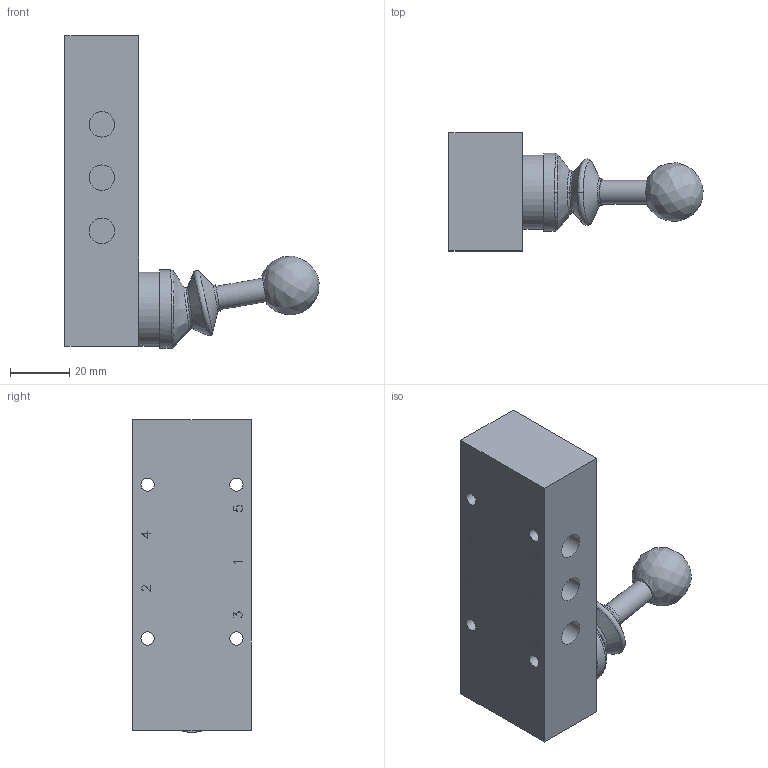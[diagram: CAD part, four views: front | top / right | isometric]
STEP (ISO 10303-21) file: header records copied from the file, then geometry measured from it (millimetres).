
FILE_DESCRIPTION (( 'STEP AP214' ), '1' );
FILE_NAME ('HR-18-520_Airtec.step', '2018-11-14T13:55:45', ( '' ), ( '' ), 'SwSTEP 2.0', 'SolidWorks 2010', '' );
FILE_SCHEMA (( 'AUTOMOTIVE_DESIGN' ));
Length unit declared in the file: millimetre
Products named in the file (1): HR-18-520_Airtec
Bounding box: 85.94 x 40 x 105.75 mm (x, y, z)
Volume: 116117.4 mm3; surface area: 21517.1 mm2
Topology: 1 solids, 1 shells, 279 faces, 771 edges, 513 vertices
Faces by surface type: plane 254, cylinder 13, bspline 12
Full cylindrical faces by diameter (mm): 4.5 x4, 8 x1, 8.566 x5, 9 x1, 25 x1, 26.5 x1
Entity records: 11715 total; most frequent: CARTESIAN_POINT 4925, ORIENTED_EDGE 1500, DIRECTION 1166, EDGE_CURVE 750, VECTOR 582, LINE 582, VERTEX_POINT 509, EDGE_LOOP 323
